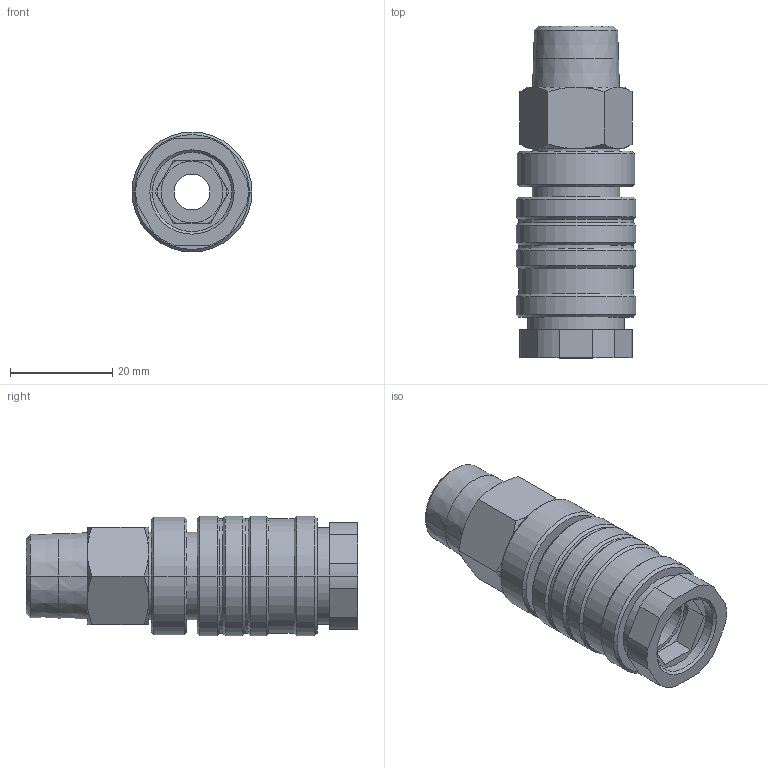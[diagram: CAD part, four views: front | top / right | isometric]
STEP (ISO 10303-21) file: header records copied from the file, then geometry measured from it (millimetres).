
FILE_DESCRIPTION(('STEP AP214'),'1');
FILE_NAME('esik_38_a.stp','2020-03-05T09:14:45',('TraceParts'),('TraceParts S.A.'),'Spatial InterOp 3D',' ',' ');
FILE_SCHEMA(('automotive_design'));
Length unit declared in the file: millimetre
Products named in the file (1): 1
Bounding box: 23.5 x 65 x 23.5 mm (x, y, z)
Volume: 17662.8 mm3; surface area: 7705.4 mm2
Topology: 1 solids, 1 shells, 126 faces, 274 edges, 162 vertices
Faces by surface type: cone 44, plane 44, cylinder 38
Entity records: 4460 total; most frequent: CARTESIAN_POINT 659, DIRECTION 630, ORIENTED_EDGE 548, EDGE_CURVE 274, AXIS2_PLACEMENT_3D 253, VERTEX_POINT 162, EDGE_LOOP 140, STYLED_ITEM 126
